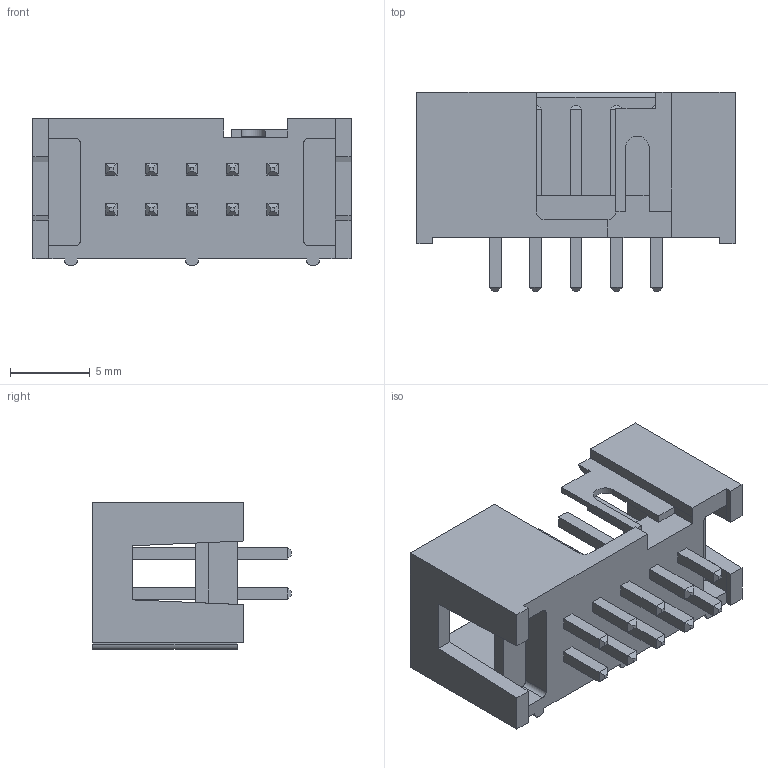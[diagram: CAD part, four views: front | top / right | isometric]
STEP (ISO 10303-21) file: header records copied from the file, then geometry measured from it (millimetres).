
FILE_DESCRIPTION(('FreeCAD Model'),'2;1');
FILE_NAME('IDC-Header-02x05.step', '2016-09-09T01:39:29',('Author'),(''), 'Open CASCADE STEP processor 6.8','FreeCAD','Unknown');
FILE_SCHEMA(('AUTOMOTIVE_DESIGN_CC2 { 1 2 10303 214 -1 1 5 4 }'));
Length unit declared in the file: millimetre
Products named in the file (2): ASSEMBLY; IDC-Header-02x05
Assembly tree (1 placements, depth 2):
  ASSEMBLY
    IDC-Header-02x05
Bounding box: 20 x 12.5 x 9.2 mm (x, y, z)
Volume: 711.8 mm3; surface area: 1419 mm2
Topology: 1 solids, 1 shells, 267 faces, 654 edges, 403 vertices
Faces by surface type: plane 254, cylinder 13
Entity records: 17796 total; most frequent: CARTESIAN_POINT 2924, DIRECTION 2286, LINE 1680, VECTOR 1680, ORIENTED_EDGE 1308, PCURVE 1308, DEFINITIONAL_REPRESENTATION 1308, EDGE_CURVE 654
